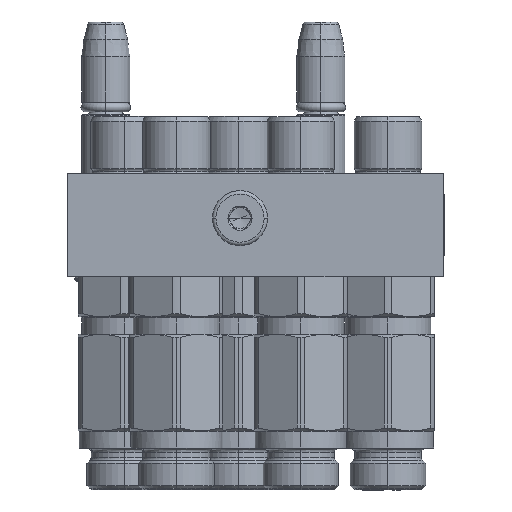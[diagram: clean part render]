
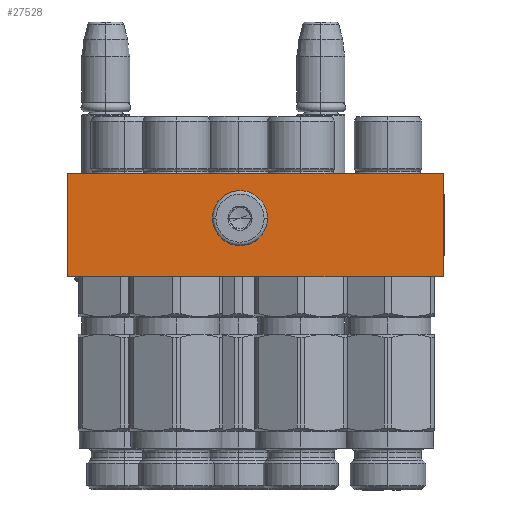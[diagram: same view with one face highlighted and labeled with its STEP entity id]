
A CAD part, front view. The second image highlights one B-rep face of the part: STEP entity #27528.
In plain terms, the highlighted face is planar.
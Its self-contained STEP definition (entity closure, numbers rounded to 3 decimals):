
#614 = CARTESIAN_POINT ( 'NONE',  ( -9.711, 12.656, -50. ) ) ;
#806 = CARTESIAN_POINT ( 'NONE',  ( -9.454, 11.319, -50. ) ) ;
#830 = VECTOR ( 'NONE', #25676, 1000. ) ;
#1973 = EDGE_CURVE ( 'NONE', #6341, #17514, #46539, .T. ) ;
#2895 = CARTESIAN_POINT ( 'NONE',  ( -54.5, 0., -50. ) ) ;
#3379 = CARTESIAN_POINT ( 'NONE',  ( -7.13, 17.561, -50. ) ) ;
#3543 = CARTESIAN_POINT ( 'NONE',  ( 0.678, 13.683, -50. ) ) ;
#3697 = CARTESIAN_POINT ( 'NONE',  ( 0.711, 13.344, -50. ) ) ;
#3779 = CARTESIAN_POINT ( 'NONE',  ( 0.446, 11.321, -50. ) ) ;
#4640 = FACE_BOUND ( 'NONE', #46677, .T. ) ;
#4651 = CARTESIAN_POINT ( 'NONE',  ( -9.72, 13., -50. ) ) ;
#4722 = VECTOR ( 'NONE', #48393, 1000. ) ;
#4876 = CARTESIAN_POINT ( 'NONE',  ( -8.675, 16.207, -50. ) ) ;
#5419 = CARTESIAN_POINT ( 'NONE',  ( 54.5, 0., -50. ) ) ;
#6341 = VERTEX_POINT ( 'NONE', #38701 ) ;
#7073 = CARTESIAN_POINT ( 'NONE',  ( -0.325, 16.207, -50. ) ) ;
#7818 = CARTESIAN_POINT ( 'NONE',  ( 0.545, 11.647, -50. ) ) ;
#8789 = CARTESIAN_POINT ( 'NONE',  ( -9.446, 14.679, -50. ) ) ;
#9117 = CARTESIAN_POINT ( 'NONE',  ( -9.388, 14.84, -50. ) ) ;
#10939 = AXIS2_PLACEMENT_3D ( 'NONE', #5419, #21133, #20981 ) ;
#11009 = CARTESIAN_POINT ( 'NONE',  ( -1.87, 17.56, -50. ) ) ;
#11080 = VERTEX_POINT ( 'NONE', #36144 ) ;
#11407 = CARTESIAN_POINT ( 'NONE',  ( -4.5, 7.78, -50. ) ) ;
#11487 = CARTESIAN_POINT ( 'NONE',  ( 0.553, 14.354, -50. ) ) ;
#11802 = CARTESIAN_POINT ( 'NONE',  ( -9.72, 12.827, -50. ) ) ;
#11922 = CARTESIAN_POINT ( 'NONE',  ( 0.586, 11.815, -50. ) ) ;
#12298 = CARTESIAN_POINT ( 'NONE',  ( -7.707, 8.825, -50. ) ) ;
#12896 = VERTEX_POINT ( 'NONE', #49791 ) ;
#13797 = ORIENTED_EDGE ( 'NONE', *, *, #27163, .T. ) ;
#14855 = CARTESIAN_POINT ( 'NONE',  ( -5.185, 18.22, -50. ) ) ;
#14947 = DIRECTION ( 'NONE',  ( -1., 0., 0. ) ) ;
#15446 = CARTESIAN_POINT ( 'NONE',  ( -1.293, 8.825, -50. ) ) ;
#15651 = CARTESIAN_POINT ( 'NONE',  ( -5.185, 7.78, -50. ) ) ;
#16138 = CARTESIAN_POINT ( 'NONE',  ( -9.678, 12.317, -50. ) ) ;
#16637 = CARTESIAN_POINT ( 'NONE',  ( 54.5, 0., -50. ) ) ;
#16841 = EDGE_CURVE ( 'NONE', #12896, #17514, #18739, .T. ) ;
#17514 = VERTEX_POINT ( 'NONE', #28224 ) ;
#18713 = CARTESIAN_POINT ( 'NONE',  ( -1.293, 17.175, -50. ) ) ;
#18739 = LINE ( 'NONE', #2895, #30274 ) ;
#18977 = CARTESIAN_POINT ( 'NONE',  ( -1.87, 8.439, -50. ) ) ;
#19354 = CARTESIAN_POINT ( 'NONE',  ( -5.865, 7.915, -50. ) ) ;
#19856 = CARTESIAN_POINT ( 'NONE',  ( -9.553, 11.646, -50. ) ) ;
#20475 = B_SPLINE_CURVE_WITH_KNOTS ( 'NONE', 3,
 ( #11407, #46205, #26952, #18977, #15446, #49723, #45876, #23363, #3779, #7818, #11922, #49890, #26596, #38951 ),
 .UNSPECIFIED., .F., .F.,
 ( 4, 2, 2, 2, 2, 2, 4 ),
 ( 0.5, 0.625, 0.75, 0.875, 0.906, 0.938, 1. ),
 .UNSPECIFIED. ) ;
#20749 = CARTESIAN_POINT ( 'NONE',  ( 54.5, 0., -50. ) ) ;
#20981 = DIRECTION ( 'NONE',  ( -1., 0., 0. ) ) ;
#21133 = DIRECTION ( 'NONE',  ( 0., 0., -1. ) ) ;
#21185 = CARTESIAN_POINT ( 'NONE',  ( -9.72, 13., -50. ) ) ;
#21836 = EDGE_LOOP ( 'NONE', ( #46870, #35688, #47119, #36114 ) ) ;
#21988 = LINE ( 'NONE', #25844, #830 ) ;
#22159 = DIRECTION ( 'NONE',  ( 0., 1., 0. ) ) ;
#22315 = VERTEX_POINT ( 'NONE', #31560 ) ;
#22792 = CARTESIAN_POINT ( 'NONE',  ( 0.72, 13.173, -50. ) ) ;
#23363 = CARTESIAN_POINT ( 'NONE',  ( 0.388, 11.16, -50. ) ) ;
#24002 = EDGE_CURVE ( 'NONE', #25120, #11080, #30673, .T. ) ;
#25120 = VERTEX_POINT ( 'NONE', #21185 ) ;
#25676 = DIRECTION ( 'NONE',  ( 0., 1., 0. ) ) ;
#25844 = CARTESIAN_POINT ( 'NONE',  ( 54.5, 0., -50. ) ) ;
#26520 = CARTESIAN_POINT ( 'NONE',  ( -5.865, 18.084, -50. ) ) ;
#26596 = CARTESIAN_POINT ( 'NONE',  ( 0.719, 12.654, -50. ) ) ;
#26952 = CARTESIAN_POINT ( 'NONE',  ( -3.135, 7.916, -50. ) ) ;
#27032 = CARTESIAN_POINT ( 'NONE',  ( 0.72, 13., -50. ) ) ;
#27163 = EDGE_CURVE ( 'NONE', #11080, #22315, #20475, .T. ) ;
#27489 = CARTESIAN_POINT ( 'NONE',  ( -8.675, 9.793, -50. ) ) ;
#27528 = ADVANCED_FACE ( 'NONE', ( #4640, #33716 ), #43662, .T. ) ;
#28224 = CARTESIAN_POINT ( 'NONE',  ( -54.5, 30., -50. ) ) ;
#29708 = EDGE_CURVE ( 'NONE', #38898, #6341, #21988, .T. ) ;
#30274 = VECTOR ( 'NONE', #22159, 1000. ) ;
#30591 = CARTESIAN_POINT ( 'NONE',  ( -7.707, 17.175, -50. ) ) ;
#30673 = B_SPLINE_CURVE_WITH_KNOTS ( 'NONE', 3,
 ( #4651, #11802, #614, #16138, #43204, #19856, #806, #31717, #27489, #12298, #46414, #19354, #15651, #39006 ),
 .UNSPECIFIED., .F., .F.,
 ( 4, 2, 2, 2, 2, 2, 4 ),
 ( 0., 0.031, 0.063, 0.125, 0.25, 0.375, 0.5 ),
 .UNSPECIFIED. ) ;
#31560 = CARTESIAN_POINT ( 'NONE',  ( 0.72, 13., -50. ) ) ;
#31717 = CARTESIAN_POINT ( 'NONE',  ( -9.061, 10.37, -50. ) ) ;
#32112 = CARTESIAN_POINT ( 'NONE',  ( -9.061, 15.629, -50. ) ) ;
#32269 = EDGE_CURVE ( 'NONE', #38898, #12896, #33748, .T. ) ;
#32286 = CARTESIAN_POINT ( 'NONE',  ( -9.686, 13.685, -50. ) ) ;
#32446 = CARTESIAN_POINT ( 'NONE',  ( -9.545, 14.353, -50. ) ) ;
#33254 = ORIENTED_EDGE ( 'NONE', *, *, #47939, .T. ) ;
#33716 = FACE_OUTER_BOUND ( 'NONE', #21836, .T. ) ;
#33748 = LINE ( 'NONE', #16637, #4722 ) ;
#34649 = CARTESIAN_POINT ( 'NONE',  ( 0.653, 13.85, -50. ) ) ;
#35688 = ORIENTED_EDGE ( 'NONE', *, *, #1973, .F. ) ;
#36114 = ORIENTED_EDGE ( 'NONE', *, *, #32269, .T. ) ;
#36144 = CARTESIAN_POINT ( 'NONE',  ( -4.5, 7.78, -50. ) ) ;
#38045 = CARTESIAN_POINT ( 'NONE',  ( -3.815, 18.22, -50. ) ) ;
#38451 = ORIENTED_EDGE ( 'NONE', *, *, #24002, .T. ) ;
#38692 = CARTESIAN_POINT ( 'NONE',  ( 0.454, 14.681, -50. ) ) ;
#38701 = CARTESIAN_POINT ( 'NONE',  ( 54.5, 30., -50. ) ) ;
#38898 = VERTEX_POINT ( 'NONE', #20749 ) ;
#38951 = CARTESIAN_POINT ( 'NONE',  ( 0.72, 13., -50. ) ) ;
#39006 = CARTESIAN_POINT ( 'NONE',  ( -4.5, 7.78, -50. ) ) ;
#39172 = B_SPLINE_CURVE_WITH_KNOTS ( 'NONE', 3,
 ( #27032, #22792, #3697, #3543, #34649, #11487, #38692, #41914, #7073, #18713, #11009, #49644, #38045, #14855, #26520, #3379, #30591, #4876, #32112, #9117, #8789, #32446, #43926, #32286, #46621, #40203 ),
 .UNSPECIFIED., .F., .F.,
 ( 4, 2, 2, 2, 2, 2, 2, 2, 2, 2, 2, 2, 4 ),
 ( 0., 0.031, 0.062, 0.125, 0.25, 0.375, 0.5, 0.625, 0.75, 0.875, 0.906, 0.937, 1. ),
 .UNSPECIFIED. ) ;
#40203 = CARTESIAN_POINT ( 'NONE',  ( -9.72, 13., -50. ) ) ;
#41914 = CARTESIAN_POINT ( 'NONE',  ( 0.061, 15.63, -50. ) ) ;
#42906 = VECTOR ( 'NONE', #14947, 1000. ) ;
#43204 = CARTESIAN_POINT ( 'NONE',  ( -9.653, 12.15, -50. ) ) ;
#43662 = PLANE ( 'NONE',  #10939 ) ;
#43926 = CARTESIAN_POINT ( 'NONE',  ( -9.586, 14.185, -50. ) ) ;
#45876 = CARTESIAN_POINT ( 'NONE',  ( 0.061, 10.371, -50. ) ) ;
#46205 = CARTESIAN_POINT ( 'NONE',  ( -3.815, 7.78, -50. ) ) ;
#46414 = CARTESIAN_POINT ( 'NONE',  ( -7.13, 8.44, -50. ) ) ;
#46539 = LINE ( 'NONE', #49911, #42906 ) ;
#46621 = CARTESIAN_POINT ( 'NONE',  ( -9.719, 13.346, -50. ) ) ;
#46677 = EDGE_LOOP ( 'NONE', ( #38451, #13797, #33254 ) ) ;
#46870 = ORIENTED_EDGE ( 'NONE', *, *, #16841, .T. ) ;
#47119 = ORIENTED_EDGE ( 'NONE', *, *, #29708, .F. ) ;
#47939 = EDGE_CURVE ( 'NONE', #22315, #25120, #39172, .T. ) ;
#48393 = DIRECTION ( 'NONE',  ( -1., 0., 0. ) ) ;
#49644 = CARTESIAN_POINT ( 'NONE',  ( -3.135, 18.085, -50. ) ) ;
#49723 = CARTESIAN_POINT ( 'NONE',  ( -0.325, 9.793, -50. ) ) ;
#49791 = CARTESIAN_POINT ( 'NONE',  ( -54.5, 0., -50. ) ) ;
#49890 = CARTESIAN_POINT ( 'NONE',  ( 0.686, 12.315, -50. ) ) ;
#49911 = CARTESIAN_POINT ( 'NONE',  ( 54.5, 30., -50. ) ) ;
